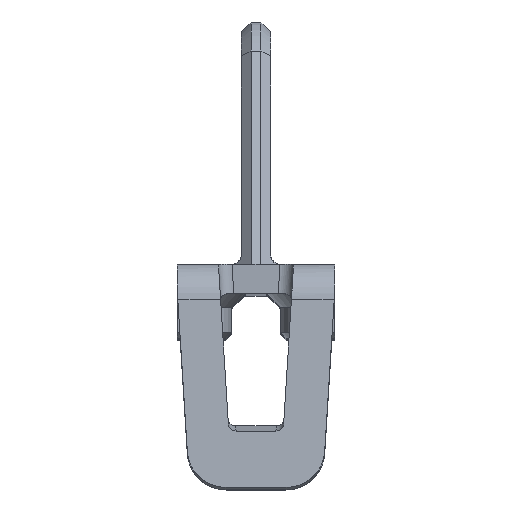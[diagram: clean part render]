
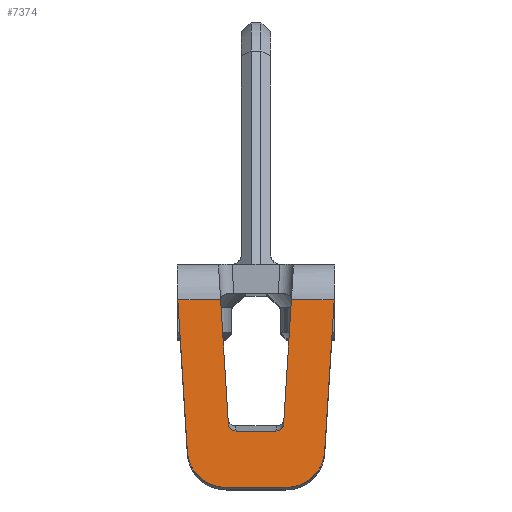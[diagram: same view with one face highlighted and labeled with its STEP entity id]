
A CAD part, top view. The second image highlights one B-rep face of the part: STEP entity #7374.
In plain terms, the highlighted planar face has unit normal (0, 0.087, 0.996).
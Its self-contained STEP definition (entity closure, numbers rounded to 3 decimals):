
#1688=DIRECTION('',(-1.,0.,0.));
#1689=VECTOR('',#1688,2.204);
#1690=CARTESIAN_POINT('',(4.03,-0.326,
36.46));
#1691=LINE('',#1690,#1689);
#1706=DIRECTION('',(-0.062,-0.994,0.087));
#1707=VECTOR('',#1706,6.424);
#1708=CARTESIAN_POINT('',(1.825,-0.326,
36.46));
#1709=LINE('',#1708,#1707);
#1787=DIRECTION('',(-1.,0.,0.));
#1788=VECTOR('',#1787,2.204);
#1789=CARTESIAN_POINT('',(-1.825,-0.326,
36.46));
#1790=LINE('',#1789,#1788);
#1800=DIRECTION('',(-0.062,0.994,-0.087));
#1801=VECTOR('',#1800,6.424);
#1802=CARTESIAN_POINT('',(-1.424,-6.713,
37.019));
#1803=LINE('',#1802,#1801);
#1857=CARTESIAN_POINT('',(-1.544,-10.,37.306));
#1858=CARTESIAN_POINT('',(-1.858,-10.,37.306));
#1859=CARTESIAN_POINT('',(-2.362,-9.869,
37.295));
#1860=CARTESIAN_POINT('',(-2.941,-9.485,
37.261));
#1861=CARTESIAN_POINT('',(-3.359,-8.932,
37.213));
#1862=CARTESIAN_POINT('',(-3.52,-8.437,
37.169));
#1863=CARTESIAN_POINT('',(-3.54,-8.125,
37.142));
#1865=DIRECTION('',(-0.062,0.994,-0.087));
#1866=VECTOR('',#1865,7.845);
#1867=CARTESIAN_POINT('',(-3.54,-8.125,
37.142));
#1868=LINE('',#1867,#1866);
#1869=CARTESIAN_POINT('',(1.024,-7.1,37.052));
#1870=CARTESIAN_POINT('',(1.152,-7.1,37.052));
#1871=CARTESIAN_POINT('',(1.316,-7.003,37.044));
#1872=CARTESIAN_POINT('',(1.416,-6.84,37.03));
#1873=CARTESIAN_POINT('',(1.424,-6.713,37.019));
#1875=DIRECTION('',(-0.062,-0.994,0.087));
#1876=VECTOR('',#1875,7.845);
#1877=CARTESIAN_POINT('',(4.03,-0.326,
36.46));
#1878=LINE('',#1877,#1876);
#1879=CARTESIAN_POINT('',(3.54,-8.125,37.142));
#1880=CARTESIAN_POINT('',(3.52,-8.437,37.169));
#1881=CARTESIAN_POINT('',(3.359,-8.932,37.213));
#1882=CARTESIAN_POINT('',(2.941,-9.485,37.261));
#1883=CARTESIAN_POINT('',(2.362,-9.869,37.295));
#1884=CARTESIAN_POINT('',(1.858,-10.,37.306));
#1885=CARTESIAN_POINT('',(1.544,-10.,37.306));
#1887=DIRECTION('',(-1.,0.,0.));
#1888=VECTOR('',#1887,3.088);
#1889=CARTESIAN_POINT('',(1.544,-10.,37.306));
#1890=LINE('',#1889,#1888);
#1903=CARTESIAN_POINT('',(-4.03,-0.326,
36.46));
#3749=CARTESIAN_POINT('',(-1.024,-7.1,37.052));
#3750=CARTESIAN_POINT('',(-1.152,-7.1,37.052));
#3751=CARTESIAN_POINT('',(-1.316,-7.003,
37.044));
#3752=CARTESIAN_POINT('',(-1.416,-6.84,37.03));
#3753=CARTESIAN_POINT('',(-1.424,-6.713,
37.019));
#3763=DIRECTION('',(-1.,0.,0.));
#3764=VECTOR('',#3763,2.048);
#3765=CARTESIAN_POINT('',(1.024,-7.1,37.052));
#3766=LINE('',#3765,#3764);
#4083=CARTESIAN_POINT('',(3.54,-8.125,37.142));
#4085=VERTEX_POINT('',#4083);
#4087=CARTESIAN_POINT('',(4.03,-0.326,
36.46));
#4088=VERTEX_POINT('',#4087);
#4849=CARTESIAN_POINT('',(-3.54,-8.125,
37.142));
#4851=VERTEX_POINT('',#4849);
#4854=VERTEX_POINT('',#1903);
#4855=VERTEX_POINT('',#1857);
#4859=CARTESIAN_POINT('',(-1.825,-0.326,
36.46));
#4860=VERTEX_POINT('',#4859);
#4861=CARTESIAN_POINT('',(-1.424,-6.713,
37.019));
#4862=VERTEX_POINT('',#4861);
#4863=VERTEX_POINT('',#3749);
#4864=CARTESIAN_POINT('',(1.024,-7.1,37.052));
#4865=VERTEX_POINT('',#4864);
#4866=VERTEX_POINT('',#1873);
#4867=CARTESIAN_POINT('',(1.825,-0.326,
36.46));
#4868=VERTEX_POINT('',#4867);
#4869=VERTEX_POINT('',#1885);
#7348=CARTESIAN_POINT('',(4.05,1.5,36.3));
#7349=DIRECTION('',(0.,0.087,0.996));
#7350=DIRECTION('',(0.,-0.996,0.087));
#7351=AXIS2_PLACEMENT_3D('',#7348,#7349,#7350);
#7352=PLANE('',#7351);
#7353=ORIENTED_EDGE('',*,*,#7336,.T.);
#7355=ORIENTED_EDGE('',*,*,#7354,.T.);
#7356=ORIENTED_EDGE('',*,*,#7277,.F.);
#7357=ORIENTED_EDGE('',*,*,#7296,.F.);
#7359=ORIENTED_EDGE('',*,*,#7358,.F.);
#7361=ORIENTED_EDGE('',*,*,#7360,.F.);
#7363=ORIENTED_EDGE('',*,*,#7362,.T.);
#7364=ORIENTED_EDGE('',*,*,#7204,.F.);
#7365=ORIENTED_EDGE('',*,*,#7189,.F.);
#7367=ORIENTED_EDGE('',*,*,#7366,.T.);
#7369=ORIENTED_EDGE('',*,*,#7368,.T.);
#7371=ORIENTED_EDGE('',*,*,#7370,.T.);
#7372=EDGE_LOOP('',(#7353,#7355,#7356,#7357,#7359,#7361,#7363,#7364,#7365,#7367,
#7369,#7371));
#7373=FACE_OUTER_BOUND('',#7372,.F.);
#7374=ADVANCED_FACE('',(#7373),#7352,.T.);
#1864=B_SPLINE_CURVE_WITH_KNOTS('',3,(#1857,#1858,#1859,#1860,#1861,#1862,
#1863),.UNSPECIFIED.,.F.,.F.,(4,1,1,1,4),(0.,0.25,0.5,0.75,1.),
.UNSPECIFIED.);
#1874=B_SPLINE_CURVE_WITH_KNOTS('',3,(#1869,#1870,#1871,#1872,#1873),
.UNSPECIFIED.,.F.,.F.,(4,1,4),(0.,0.5,1.),.UNSPECIFIED.);
#1886=B_SPLINE_CURVE_WITH_KNOTS('',3,(#1879,#1880,#1881,#1882,#1883,#1884,
#1885),.UNSPECIFIED.,.F.,.F.,(4,1,1,1,4),(0.,0.25,0.5,0.75,1.),
.UNSPECIFIED.);
#3754=B_SPLINE_CURVE_WITH_KNOTS('',3,(#3749,#3750,#3751,#3752,#3753),
.UNSPECIFIED.,.F.,.F.,(4,1,4),(0.,0.5,1.),.UNSPECIFIED.);
#7189=EDGE_CURVE('',#4088,#4868,#1691,.T.);
#7204=EDGE_CURVE('',#4868,#4866,#1709,.T.);
#7277=EDGE_CURVE('',#4860,#4854,#1790,.T.);
#7296=EDGE_CURVE('',#4862,#4860,#1803,.T.);
#7336=EDGE_CURVE('',#4855,#4851,#1864,.T.);
#7354=EDGE_CURVE('',#4851,#4854,#1868,.T.);
#7358=EDGE_CURVE('',#4863,#4862,#3754,.T.);
#7360=EDGE_CURVE('',#4865,#4863,#3766,.T.);
#7362=EDGE_CURVE('',#4865,#4866,#1874,.T.);
#7366=EDGE_CURVE('',#4088,#4085,#1878,.T.);
#7368=EDGE_CURVE('',#4085,#4869,#1886,.T.);
#7370=EDGE_CURVE('',#4869,#4855,#1890,.T.);
